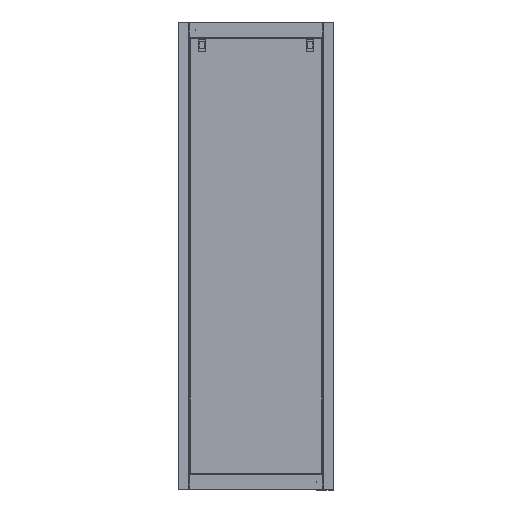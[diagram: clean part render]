
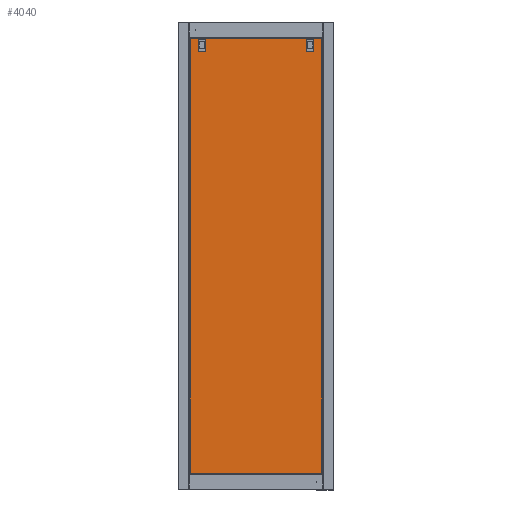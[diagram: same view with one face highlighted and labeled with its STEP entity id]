
A CAD part, top view. The second image highlights one B-rep face of the part: STEP entity #4040.
In plain terms, the highlighted face is planar.
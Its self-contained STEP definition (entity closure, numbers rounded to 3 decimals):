
#110 = ORIENTED_EDGE ( 'NONE', *, *, #20793, .T. ) ;
#545 = EDGE_CURVE ( 'NONE', #5162, #4028, #37105, .T. ) ;
#2071 = CARTESIAN_POINT ( 'NONE',  ( 35., 1627., -1. ) ) ;
#2140 = VERTEX_POINT ( 'NONE', #15643 ) ;
#2309 = ORIENTED_EDGE ( 'NONE', *, *, #24485, .T. ) ;
#2325 = CARTESIAN_POINT ( 'NONE',  ( 450., 1665., -1. ) ) ;
#2966 = EDGE_CURVE ( 'NONE', #4028, #7590, #27976, .T. ) ;
#4028 = VERTEX_POINT ( 'NONE', #2071 ) ;
#4040 = ADVANCED_FACE ( 'NONE', ( #28416, #18725, #25193 ), #21748, .T. ) ;
#4578 = CARTESIAN_POINT ( 'NONE',  ( 61., 1627., -1. ) ) ;
#4678 = LINE ( 'NONE', #17681, #27694 ) ;
#4767 = DIRECTION ( 'NONE',  ( 0., -1., 0. ) ) ;
#5100 = LINE ( 'NONE', #11510, #35911 ) ;
#5162 = VERTEX_POINT ( 'NONE', #30782 ) ;
#5453 = CARTESIAN_POINT ( 'NONE',  ( 61., 1665., -1. ) ) ;
#6855 = ORIENTED_EDGE ( 'NONE', *, *, #11710, .F. ) ;
#7059 = DIRECTION ( 'NONE',  ( 0., -1., 0. ) ) ;
#7308 = EDGE_CURVE ( 'NONE', #27857, #16396, #16295, .T. ) ;
#7590 = VERTEX_POINT ( 'NONE', #32544 ) ;
#8327 = VERTEX_POINT ( 'NONE', #21439 ) ;
#8500 = CARTESIAN_POINT ( 'NONE',  ( 35., 1665., -1. ) ) ;
#8935 = EDGE_LOOP ( 'NONE', ( #2309, #12452, #110, #16053 ) ) ;
#9151 = DIRECTION ( 'NONE',  ( 0., 1., 0. ) ) ;
#9676 = DIRECTION ( 'NONE',  ( -1., 0., 0. ) ) ;
#10010 = CARTESIAN_POINT ( 'NONE',  ( 2., 1.141, -1. ) ) ;
#10220 = ORIENTED_EDGE ( 'NONE', *, *, #545, .F. ) ;
#10927 = DIRECTION ( 'NONE',  ( 1., 0., 0. ) ) ;
#11510 = CARTESIAN_POINT ( 'NONE',  ( 476., 1665., -1. ) ) ;
#11710 = EDGE_CURVE ( 'NONE', #2140, #15998, #5100, .T. ) ;
#11822 = EDGE_CURVE ( 'NONE', #42179, #8327, #4678, .T. ) ;
#12251 = ORIENTED_EDGE ( 'NONE', *, *, #30752, .F. ) ;
#12327 = DIRECTION ( 'NONE',  ( 0., 1., 0. ) ) ;
#12452 = ORIENTED_EDGE ( 'NONE', *, *, #7308, .T. ) ;
#13451 = DIRECTION ( 'NONE',  ( 0., 1., 0. ) ) ;
#13703 = VECTOR ( 'NONE', #12327, 1000. ) ;
#13805 = EDGE_CURVE ( 'NONE', #15117, #29076, #24209, .T. ) ;
#14459 = AXIS2_PLACEMENT_3D ( 'NONE', #41269, #32029, #35249 ) ;
#14774 = CARTESIAN_POINT ( 'NONE',  ( 509., 1675., -1. ) ) ;
#15117 = VERTEX_POINT ( 'NONE', #32855 ) ;
#15643 = CARTESIAN_POINT ( 'NONE',  ( 450., 1665., -1. ) ) ;
#15998 = VERTEX_POINT ( 'NONE', #31809 ) ;
#16053 = ORIENTED_EDGE ( 'NONE', *, *, #13805, .T. ) ;
#16295 = LINE ( 'NONE', #39014, #25286 ) ;
#16396 = VERTEX_POINT ( 'NONE', #37762 ) ;
#17681 = CARTESIAN_POINT ( 'NONE',  ( 476., 1627., -1. ) ) ;
#18008 = DIRECTION ( 'NONE',  ( -1., 0., 0. ) ) ;
#18541 = LINE ( 'NONE', #2325, #40669 ) ;
#18612 = VECTOR ( 'NONE', #7059, 1000. ) ;
#18725 = FACE_BOUND ( 'NONE', #37470, .T. ) ;
#19100 = EDGE_LOOP ( 'NONE', ( #33368, #28486, #24499, #10220 ) ) ;
#20793 = EDGE_CURVE ( 'NONE', #16396, #15117, #23063, .T. ) ;
#21439 = CARTESIAN_POINT ( 'NONE',  ( 450., 1627., -1. ) ) ;
#21520 = VERTEX_POINT ( 'NONE', #5453 ) ;
#21748 = PLANE ( 'NONE',  #14459 ) ;
#22936 = ORIENTED_EDGE ( 'NONE', *, *, #42023, .F. ) ;
#23063 = LINE ( 'NONE', #10010, #26003 ) ;
#23645 = LINE ( 'NONE', #26647, #39595 ) ;
#23847 = DIRECTION ( 'NONE',  ( 1., 0., 0. ) ) ;
#24209 = LINE ( 'NONE', #40503, #40171 ) ;
#24403 = ORIENTED_EDGE ( 'NONE', *, *, #11822, .F. ) ;
#24485 = EDGE_CURVE ( 'NONE', #29076, #27857, #36375, .T. ) ;
#24499 = ORIENTED_EDGE ( 'NONE', *, *, #2966, .F. ) ;
#25193 = FACE_OUTER_BOUND ( 'NONE', #8935, .T. ) ;
#25286 = VECTOR ( 'NONE', #9676, 1000. ) ;
#25938 = LINE ( 'NONE', #38998, #27389 ) ;
#26003 = VECTOR ( 'NONE', #13451, 1000. ) ;
#26323 = CARTESIAN_POINT ( 'NONE',  ( 509., 1675.859, -1. ) ) ;
#26647 = CARTESIAN_POINT ( 'NONE',  ( 61., 1665., -1. ) ) ;
#27045 = EDGE_CURVE ( 'NONE', #21520, #5162, #25938, .T. ) ;
#27389 = VECTOR ( 'NONE', #35781, 1000. ) ;
#27694 = VECTOR ( 'NONE', #30780, 1000. ) ;
#27857 = VERTEX_POINT ( 'NONE', #41857 ) ;
#27976 = LINE ( 'NONE', #8500, #13703 ) ;
#28416 = FACE_BOUND ( 'NONE', #19100, .T. ) ;
#28486 = ORIENTED_EDGE ( 'NONE', *, *, #37780, .F. ) ;
#29076 = VERTEX_POINT ( 'NONE', #14774 ) ;
#30466 = CARTESIAN_POINT ( 'NONE',  ( 476., 1665., -1. ) ) ;
#30752 = EDGE_CURVE ( 'NONE', #8327, #2140, #18541, .T. ) ;
#30780 = DIRECTION ( 'NONE',  ( -1., 0., 0. ) ) ;
#30782 = CARTESIAN_POINT ( 'NONE',  ( 61., 1627., -1. ) ) ;
#31644 = VECTOR ( 'NONE', #4767, 1000. ) ;
#31809 = CARTESIAN_POINT ( 'NONE',  ( 476., 1665., -1. ) ) ;
#32029 = DIRECTION ( 'NONE',  ( 0., 0., -1. ) ) ;
#32544 = CARTESIAN_POINT ( 'NONE',  ( 35., 1665., -1. ) ) ;
#32855 = CARTESIAN_POINT ( 'NONE',  ( 2., 1675., -1. ) ) ;
#33173 = VECTOR ( 'NONE', #18008, 1000. ) ;
#33368 = ORIENTED_EDGE ( 'NONE', *, *, #27045, .F. ) ;
#35249 = DIRECTION ( 'NONE',  ( -1., 0., 0. ) ) ;
#35781 = DIRECTION ( 'NONE',  ( 0., -1., 0. ) ) ;
#35911 = VECTOR ( 'NONE', #40220, 1000. ) ;
#36375 = LINE ( 'NONE', #26323, #18612 ) ;
#36881 = LINE ( 'NONE', #30466, #31644 ) ;
#37105 = LINE ( 'NONE', #4578, #33173 ) ;
#37470 = EDGE_LOOP ( 'NONE', ( #22936, #6855, #12251, #24403 ) ) ;
#37762 = CARTESIAN_POINT ( 'NONE',  ( 2., 2., -1. ) ) ;
#37780 = EDGE_CURVE ( 'NONE', #7590, #21520, #23645, .T. ) ;
#38998 = CARTESIAN_POINT ( 'NONE',  ( 61., 1665., -1. ) ) ;
#39014 = CARTESIAN_POINT ( 'NONE',  ( 509.859, 2., -1. ) ) ;
#39595 = VECTOR ( 'NONE', #23847, 1000. ) ;
#40171 = VECTOR ( 'NONE', #10927, 1000. ) ;
#40220 = DIRECTION ( 'NONE',  ( 1., 0., 0. ) ) ;
#40503 = CARTESIAN_POINT ( 'NONE',  ( 1.141, 1675., -1. ) ) ;
#40669 = VECTOR ( 'NONE', #9151, 1000. ) ;
#41269 = CARTESIAN_POINT ( 'NONE',  ( 0., 0., -1. ) ) ;
#41576 = CARTESIAN_POINT ( 'NONE',  ( 476., 1627., -1. ) ) ;
#41857 = CARTESIAN_POINT ( 'NONE',  ( 509., 2., -1. ) ) ;
#42023 = EDGE_CURVE ( 'NONE', #15998, #42179, #36881, .T. ) ;
#42179 = VERTEX_POINT ( 'NONE', #41576 ) ;
